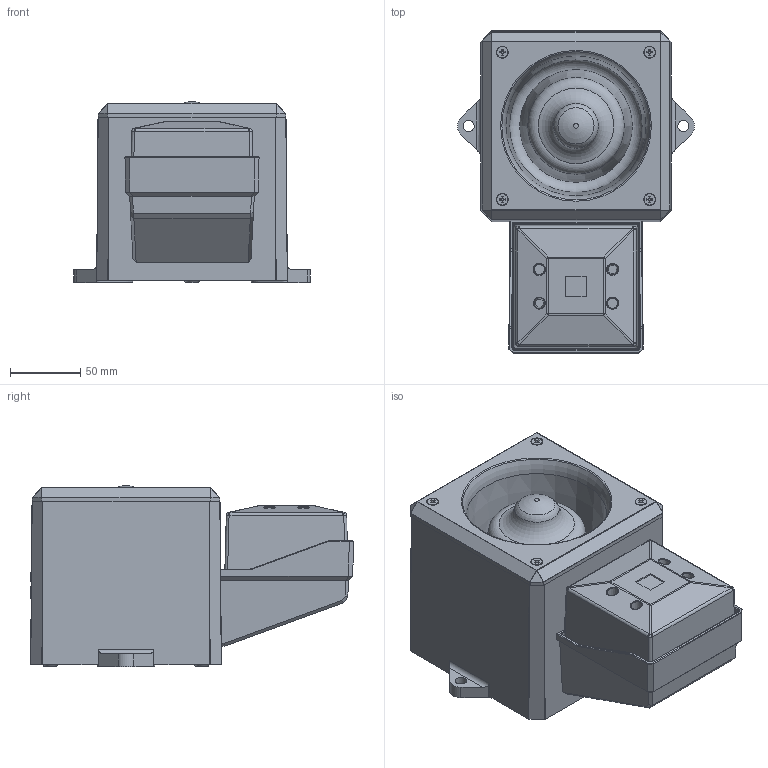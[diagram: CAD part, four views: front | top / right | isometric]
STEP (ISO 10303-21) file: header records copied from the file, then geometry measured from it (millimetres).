
FILE_DESCRIPTION (( 'STEP AP214' ), '1' );
FILE_NAME ('YL50 Hi Vis.STEP', '2023-01-16T12:28:16', ( '' ), ( '' ), 'SwSTEP 2.0', 'SolidWorks 2022', '' );
FILE_SCHEMA (( 'AUTOMOTIVE_DESIGN' ));
Length unit declared in the file: millimetre
Products named in the file (1): YL50 Hi Vis
Bounding box: 168.94 x 230.12 x 129.07 mm (x, y, z)
Volume: 2660627.9 mm3; surface area: 208042.7 mm2
Topology: 33 solids, 37 shells, 775 faces, 1891 edges, 1209 vertices
Faces by surface type: plane 418, bspline 151, cylinder 127, cone 43, sphere 27, torus 9
Full cylindrical faces by diameter (mm): 2.5 x2, 4.2 x4, 8 x6, 8.5 x4, 20.6 x1, 79.907 x1
Entity records: 37721 total; most frequent: CARTESIAN_POINT 12425, ORIENTED_EDGE 3608, DIRECTION 2833, EDGE_CURVE 1804, VERTEX_POINT 1192, LINE 1077, VECTOR 1077, AXIS2_PLACEMENT_3D 878
